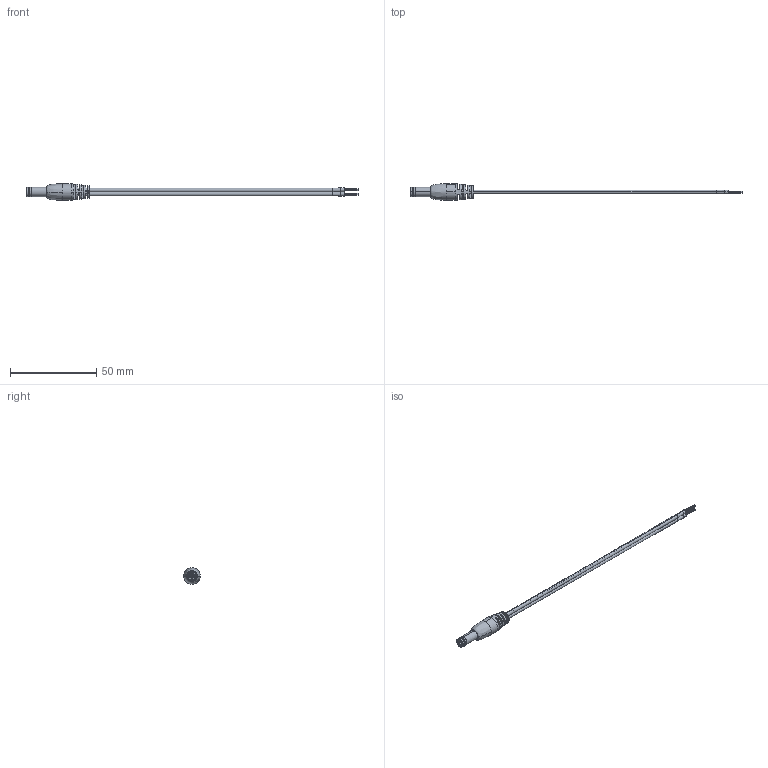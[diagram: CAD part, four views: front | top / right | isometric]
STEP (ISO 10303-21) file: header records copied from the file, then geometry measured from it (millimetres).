
FILE_DESCRIPTION (( 'STEP AP203' ), '1' );
FILE_NAME ('10-03130_revA.STEP', '2018-10-04T16:51:24', ( '' ), ( '' ), 'SwSTEP 2.0', 'SolidWorks 2015', '' );
FILE_SCHEMA (( 'CONFIG_CONTROL_DESIGN' ));
Length unit declared in the file: millimetre
Products named in the file (7): 24-00003; 50-00540; 50-00540_spring contact_Spring Contact; 30-01248_s+t; 50-00540_insulator_Insulator; 50-00540_shell_Shell; 10-03130_revA
Assembly tree (6 placements, depth 3):
  10-03130_revA
    30-01248_s+t
    24-00003
    50-00540
      50-00540_shell_Shell
      50-00540_insulator_Insulator
      50-00540_spring contact_Spring Contact
Bounding box: 192.67 x 9.6 x 9.6 mm (x, y, z)
Volume: 2796 mm3; surface area: 17565.1 mm2
Topology: 181 solids, 181 shells, 1204 faces, 2449 edges, 1620 vertices
Faces by surface type: cylinder 562, plane 477, bspline 117, cone 26, torus 22
Entity records: 36049 total; most frequent: CARTESIAN_POINT 9670, DIRECTION 5562, ORIENTED_EDGE 4898, EDGE_CURVE 2449, AXIS2_PLACEMENT_3D 2357, VERTEX_POINT 1620, EDGE_LOOP 1387, CIRCLE 1260
